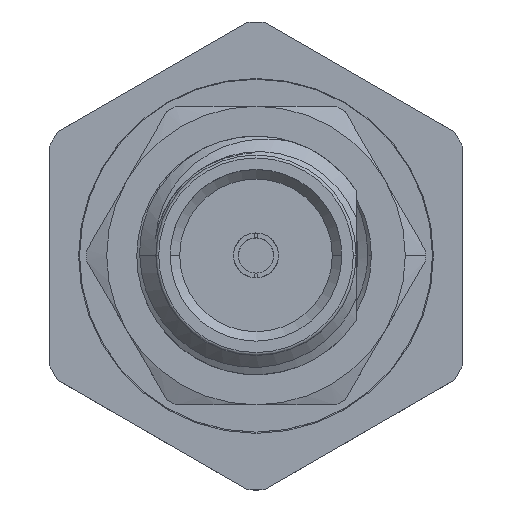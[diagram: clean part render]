
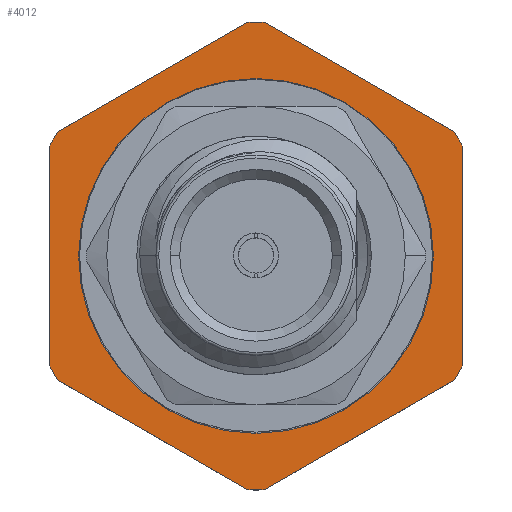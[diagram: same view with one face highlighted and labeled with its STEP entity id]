
A CAD part, top view. The second image highlights one B-rep face of the part: STEP entity #4012.
In plain terms, the highlighted planar face has unit normal (0, 0, 1).
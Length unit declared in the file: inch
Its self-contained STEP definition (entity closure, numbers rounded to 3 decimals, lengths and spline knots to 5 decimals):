
#691 = AXIS2_PLACEMENT_3D ( 'NONE', #9961, #14095, #17992 ) ;
#1175 = CARTESIAN_POINT ( 'NONE',  ( 0., 0., 0. ) ) ;
#1383 = DIRECTION ( 'NONE',  ( 1., 0., 0. ) ) ;
#1639 = DIRECTION ( 'NONE',  ( 1., 0., 0. ) ) ;
#1932 = VERTEX_POINT ( 'NONE', #6758 ) ;
#2043 = CARTESIAN_POINT ( 'NONE',  ( -0.21654, 0.12502, 0. ) ) ;
#2120 = DIRECTION ( 'NONE',  ( 0., -1., 0. ) ) ;
#2195 = LINE ( 'NONE', #2043, #12079 ) ;
#2394 = VERTEX_POINT ( 'NONE', #21906 ) ;
#2811 = ORIENTED_EDGE ( 'NONE', *, *, #4293, .F. ) ;
#2950 = ORIENTED_EDGE ( 'NONE', *, *, #6553, .T. ) ;
#3396 = VECTOR ( 'NONE', #7755, 39.37008 ) ;
#3417 = CARTESIAN_POINT ( 'NONE',  ( -0.20802, -0.12993, 0. ) ) ;
#4012 = ADVANCED_FACE ( 'NONE', ( #18570, #25052 ), #7129, .T. ) ;
#4159 = ORIENTED_EDGE ( 'NONE', *, *, #16620, .T. ) ;
#4293 = EDGE_CURVE ( 'NONE', #15992, #24782, #8076, .T. ) ;
#4481 = CARTESIAN_POINT ( 'NONE',  ( -0.21654, 0.11519, 0. ) ) ;
#4947 = AXIS2_PLACEMENT_3D ( 'NONE', #21687, #9853, #1639 ) ;
#5180 = CARTESIAN_POINT ( 'NONE',  ( 0.21654, -0.11519, 0. ) ) ;
#5327 = ORIENTED_EDGE ( 'NONE', *, *, #10688, .T. ) ;
#5454 = VERTEX_POINT ( 'NONE', #20890 ) ;
#5583 = CARTESIAN_POINT ( 'NONE',  ( 0., 0., 0. ) ) ;
#5859 = VECTOR ( 'NONE', #10527, 39.37008 ) ;
#6306 = CARTESIAN_POINT ( 'NONE',  ( 0.20802, -0.12993, 0. ) ) ;
#6553 = EDGE_CURVE ( 'NONE', #21508, #17772, #17226, .T. ) ;
#6720 = VECTOR ( 'NONE', #12996, 39.37008 ) ;
#6758 = CARTESIAN_POINT ( 'NONE',  ( -0.00851, -0.24512, 0. ) ) ;
#7129 = PLANE ( 'NONE',  #18760 ) ;
#7139 = DIRECTION ( 'NONE',  ( 1., 0., 0. ) ) ;
#7502 = VERTEX_POINT ( 'NONE', #3417 ) ;
#7755 = DIRECTION ( 'NONE',  ( 0.866, 0.5, 0. ) ) ;
#7809 = CARTESIAN_POINT ( 'NONE',  ( -0.21654, -0.11519, 0. ) ) ;
#8021 = DIRECTION ( 'NONE',  ( 1., 0., 0. ) ) ;
#8076 = CIRCLE ( 'NONE', #22722, 0.186 ) ;
#8191 = CARTESIAN_POINT ( 'NONE',  ( 0.186, 0., 0. ) ) ;
#8359 = EDGE_CURVE ( 'NONE', #21190, #2394, #13433, .T. ) ;
#8438 = EDGE_CURVE ( 'NONE', #21410, #5454, #15321, .T. ) ;
#8640 = AXIS2_PLACEMENT_3D ( 'NONE', #11953, #11768, #8021 ) ;
#8677 = LINE ( 'NONE', #23362, #3396 ) ;
#8698 = LINE ( 'NONE', #25015, #13280 ) ;
#8757 = CARTESIAN_POINT ( 'NONE',  ( 0., 0., 0. ) ) ;
#9127 = DIRECTION ( 'NONE',  ( 1., 0., 0. ) ) ;
#9385 = EDGE_LOOP ( 'NONE', ( #9986, #25338, #22923, #24137, #23580, #20464, #2950, #5327, #21671, #19774, #11138, #4159 ) ) ;
#9506 = EDGE_CURVE ( 'NONE', #2394, #21410, #19916, .T. ) ;
#9718 = AXIS2_PLACEMENT_3D ( 'NONE', #1175, #13142, #9127 ) ;
#9853 = DIRECTION ( 'NONE',  ( 0., 0., 1. ) ) ;
#9961 = CARTESIAN_POINT ( 'NONE',  ( 0., 0., 0. ) ) ;
#9986 = ORIENTED_EDGE ( 'NONE', *, *, #25629, .T. ) ;
#10416 = VERTEX_POINT ( 'NONE', #11453 ) ;
#10482 = EDGE_CURVE ( 'NONE', #7502, #1932, #8698, .T. ) ;
#10527 = DIRECTION ( 'NONE',  ( -0.866, -0.5, 0. ) ) ;
#10688 = EDGE_CURVE ( 'NONE', #17772, #12805, #16238, .T. ) ;
#10889 = CIRCLE ( 'NONE', #22540, 0.24527 ) ;
#11138 = ORIENTED_EDGE ( 'NONE', *, *, #10482, .T. ) ;
#11453 = CARTESIAN_POINT ( 'NONE',  ( 0.00851, -0.24512, 0. ) ) ;
#11493 = CARTESIAN_POINT ( 'NONE',  ( -0.186, 0., 0. ) ) ;
#11768 = DIRECTION ( 'NONE',  ( 0., 0., 1. ) ) ;
#11953 = CARTESIAN_POINT ( 'NONE',  ( 0., 0., 0. ) ) ;
#12028 = CARTESIAN_POINT ( 'NONE',  ( -0.00851, 0.24512, 0. ) ) ;
#12079 = VECTOR ( 'NONE', #2120, 39.37008 ) ;
#12311 = CARTESIAN_POINT ( 'NONE',  ( 0., 0.25003, 0. ) ) ;
#12551 = AXIS2_PLACEMENT_3D ( 'NONE', #20454, #24663, #12799 ) ;
#12610 = EDGE_CURVE ( 'NONE', #12805, #22391, #2195, .T. ) ;
#12799 = DIRECTION ( 'NONE',  ( 1., 0., 0. ) ) ;
#12805 = VERTEX_POINT ( 'NONE', #4481 ) ;
#12996 = DIRECTION ( 'NONE',  ( 0., 1., 0. ) ) ;
#13142 = DIRECTION ( 'NONE',  ( 0., 0., 1. ) ) ;
#13280 = VECTOR ( 'NONE', #23804, 39.37008 ) ;
#13433 = LINE ( 'NONE', #21071, #6720 ) ;
#13452 = DIRECTION ( 'NONE',  ( 1., 0., 0. ) ) ;
#13854 = CARTESIAN_POINT ( 'NONE',  ( 0.20802, 0.12993, 0. ) ) ;
#14095 = DIRECTION ( 'NONE',  ( 0., 0., 1. ) ) ;
#14613 = DIRECTION ( 'NONE',  ( 1., 0., 0. ) ) ;
#15230 = DIRECTION ( 'NONE',  ( 0., 0., 1. ) ) ;
#15301 = DIRECTION ( 'NONE',  ( 0., 0., 1. ) ) ;
#15321 = LINE ( 'NONE', #24858, #18429 ) ;
#15324 = CIRCLE ( 'NONE', #8640, 0.24527 ) ;
#15633 = ORIENTED_EDGE ( 'NONE', *, *, #21040, .F. ) ;
#15992 = VERTEX_POINT ( 'NONE', #8191 ) ;
#16029 = VERTEX_POINT ( 'NONE', #6306 ) ;
#16238 = CIRCLE ( 'NONE', #691, 0.24527 ) ;
#16620 = EDGE_CURVE ( 'NONE', #1932, #10416, #15324, .T. ) ;
#17226 = LINE ( 'NONE', #12311, #5859 ) ;
#17665 = CIRCLE ( 'NONE', #12551, 0.186 ) ;
#17772 = VERTEX_POINT ( 'NONE', #23361 ) ;
#17992 = DIRECTION ( 'NONE',  ( 1., 0., 0. ) ) ;
#18429 = VECTOR ( 'NONE', #23137, 39.37008 ) ;
#18570 = FACE_OUTER_BOUND ( 'NONE', #9385, .T. ) ;
#18760 = AXIS2_PLACEMENT_3D ( 'NONE', #25047, #19090, #1383 ) ;
#18771 = EDGE_CURVE ( 'NONE', #16029, #21190, #10889, .T. ) ;
#18927 = CIRCLE ( 'NONE', #25263, 0.24527 ) ;
#19090 = DIRECTION ( 'NONE',  ( 0., 0., 1. ) ) ;
#19774 = ORIENTED_EDGE ( 'NONE', *, *, #24666, .T. ) ;
#19916 = CIRCLE ( 'NONE', #4947, 0.24527 ) ;
#20454 = CARTESIAN_POINT ( 'NONE',  ( 0., 0., 0. ) ) ;
#20464 = ORIENTED_EDGE ( 'NONE', *, *, #25423, .T. ) ;
#20890 = CARTESIAN_POINT ( 'NONE',  ( 0.00851, 0.24512, 0. ) ) ;
#21040 = EDGE_CURVE ( 'NONE', #24782, #15992, #17665, .T. ) ;
#21071 = CARTESIAN_POINT ( 'NONE',  ( 0.21654, -0.12502, 0. ) ) ;
#21190 = VERTEX_POINT ( 'NONE', #5180 ) ;
#21410 = VERTEX_POINT ( 'NONE', #13854 ) ;
#21508 = VERTEX_POINT ( 'NONE', #12028 ) ;
#21671 = ORIENTED_EDGE ( 'NONE', *, *, #12610, .T. ) ;
#21687 = CARTESIAN_POINT ( 'NONE',  ( 0., 0., 0. ) ) ;
#21906 = CARTESIAN_POINT ( 'NONE',  ( 0.21654, 0.11519, 0. ) ) ;
#21947 = CIRCLE ( 'NONE', #9718, 0.24527 ) ;
#22391 = VERTEX_POINT ( 'NONE', #7809 ) ;
#22540 = AXIS2_PLACEMENT_3D ( 'NONE', #5583, #15301, #13452 ) ;
#22603 = EDGE_LOOP ( 'NONE', ( #2811, #15633 ) ) ;
#22722 = AXIS2_PLACEMENT_3D ( 'NONE', #8757, #24205, #14613 ) ;
#22817 = CARTESIAN_POINT ( 'NONE',  ( 0., 0., 0. ) ) ;
#22923 = ORIENTED_EDGE ( 'NONE', *, *, #8359, .T. ) ;
#23137 = DIRECTION ( 'NONE',  ( -0.866, 0.5, 0. ) ) ;
#23361 = CARTESIAN_POINT ( 'NONE',  ( -0.20802, 0.12993, 0. ) ) ;
#23362 = CARTESIAN_POINT ( 'NONE',  ( 0., -0.25003, 0. ) ) ;
#23580 = ORIENTED_EDGE ( 'NONE', *, *, #8438, .T. ) ;
#23804 = DIRECTION ( 'NONE',  ( 0.866, -0.5, 0. ) ) ;
#24137 = ORIENTED_EDGE ( 'NONE', *, *, #9506, .T. ) ;
#24205 = DIRECTION ( 'NONE',  ( 0., 0., 1. ) ) ;
#24663 = DIRECTION ( 'NONE',  ( 0., 0., 1. ) ) ;
#24666 = EDGE_CURVE ( 'NONE', #22391, #7502, #18927, .T. ) ;
#24782 = VERTEX_POINT ( 'NONE', #11493 ) ;
#24858 = CARTESIAN_POINT ( 'NONE',  ( 0.21654, 0.12502, 0. ) ) ;
#25015 = CARTESIAN_POINT ( 'NONE',  ( -0.21654, -0.12502, 0. ) ) ;
#25047 = CARTESIAN_POINT ( 'NONE',  ( 0., 0., 0. ) ) ;
#25052 = FACE_BOUND ( 'NONE', #22603, .T. ) ;
#25263 = AXIS2_PLACEMENT_3D ( 'NONE', #22817, #15230, #7139 ) ;
#25338 = ORIENTED_EDGE ( 'NONE', *, *, #18771, .T. ) ;
#25423 = EDGE_CURVE ( 'NONE', #5454, #21508, #21947, .T. ) ;
#25629 = EDGE_CURVE ( 'NONE', #10416, #16029, #8677, .T. ) ;
